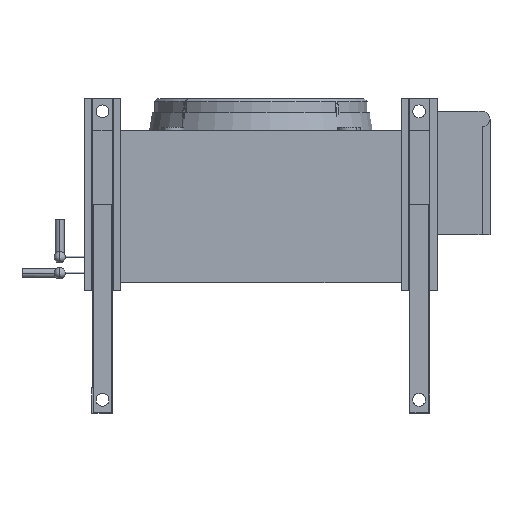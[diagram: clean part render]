
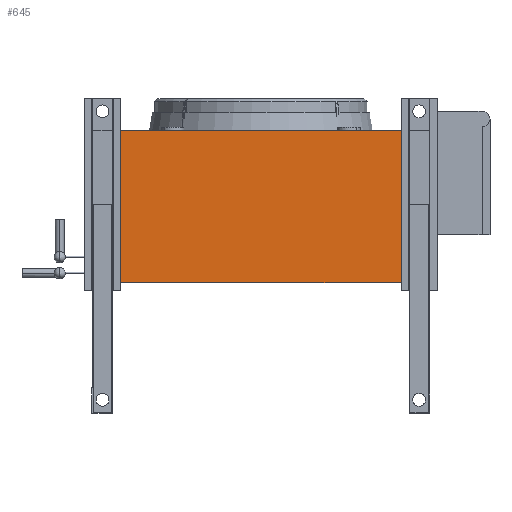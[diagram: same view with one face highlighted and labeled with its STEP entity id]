
A CAD part, front view. The second image highlights one B-rep face of the part: STEP entity #645.
In plain terms, the highlighted planar face has unit normal (0, -1, 0).
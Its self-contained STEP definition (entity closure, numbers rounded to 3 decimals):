
#645=ADVANCED_FACE('',(#1678),#1679,.F.);
#1678=FACE_OUTER_BOUND('',#3271,.T.);
#1679=PLANE('',#3272);
#3271=EDGE_LOOP('',(#5307,#5308,#5309,#5310));
#3272=AXIS2_PLACEMENT_3D('',#5311,#5312,#5313);
#5307=ORIENTED_EDGE('',*,*,#9738,.T.);
#5308=ORIENTED_EDGE('',*,*,#9739,.F.);
#5309=ORIENTED_EDGE('',*,*,#9740,.F.);
#5310=ORIENTED_EDGE('',*,*,#9741,.F.);
#5311=CARTESIAN_POINT('',(698.5,-538.163,301.625));
#5312=DIRECTION('',(0.0,1.0,0.0));
#5313=DIRECTION('',(0.0,0.0,1.0));
#9738=EDGE_CURVE('',#11950,#11951,#11952,.T.);
#9739=EDGE_CURVE('',#11953,#11951,#11954,.T.);
#9740=EDGE_CURVE('',#11955,#11953,#11956,.T.);
#9741=EDGE_CURVE('',#11950,#11955,#11957,.T.);
#11950=VERTEX_POINT('',#16348);
#11951=VERTEX_POINT('',#16349);
#11952=LINE('',#16350,#16351);
#11953=VERTEX_POINT('',#16352);
#11954=LINE('',#16353,#16354);
#11955=VERTEX_POINT('',#16355);
#11956=LINE('',#16356,#16357);
#11957=LINE('',#16358,#16359);
#16348=CARTESIAN_POINT('',(1282.675,-538.163,0.0));
#16349=CARTESIAN_POINT('',(1282.675,-538.163,603.25));
#16350=CARTESIAN_POINT('',(1282.675,-538.163,-31.75));
#16351=VECTOR('',#21164,25.4);
#16352=CARTESIAN_POINT('',(114.325,-538.163,603.25));
#16353=CARTESIAN_POINT('',(698.5,-538.163,603.25));
#16354=VECTOR('',#21165,25.4);
#16355=CARTESIAN_POINT('',(114.325,-538.163,0.0));
#16356=CARTESIAN_POINT('',(114.325,-538.163,-31.75));
#16357=VECTOR('',#21166,25.4);
#16358=CARTESIAN_POINT('',(698.5,-538.163,0.0));
#16359=VECTOR('',#21167,25.4);
#21164=DIRECTION('',(0.0,0.0,1.0));
#21165=DIRECTION('',(1.0,0.0,0.0));
#21166=DIRECTION('',(0.0,0.0,1.0));
#21167=DIRECTION('',(-1.0,0.0,0.0));
